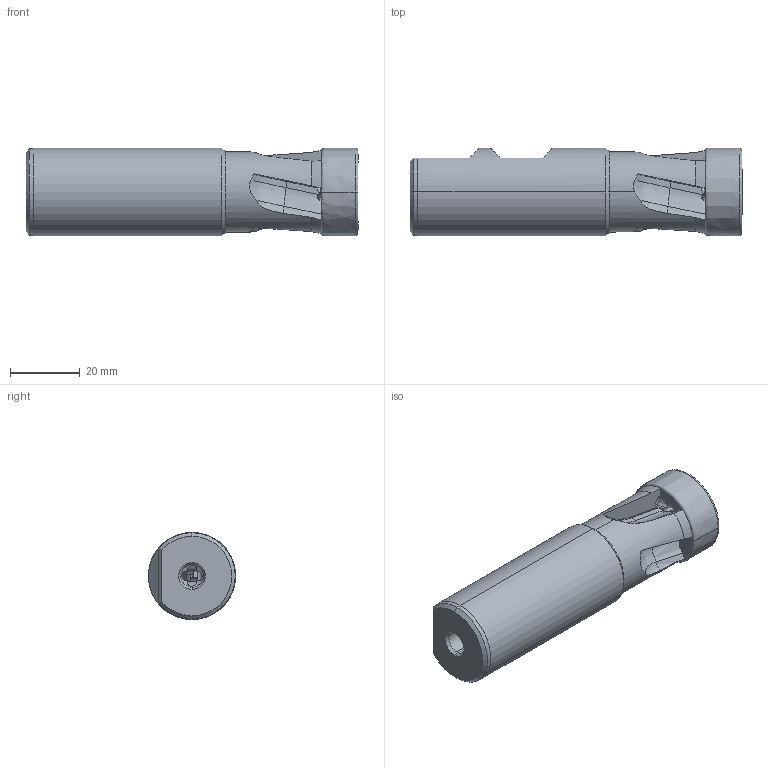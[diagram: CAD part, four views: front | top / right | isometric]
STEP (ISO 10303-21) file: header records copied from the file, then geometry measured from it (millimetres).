
FILE_DESCRIPTION (( 'STEP AP214' ), '1' );
FILE_NAME ('90PP-25-38-75-4.STEP', '2012-11-08T13:20:48', ( '' ), ( '' ), 'SwSTEP 2.0', 'SolidWorks 2012', '' );
FILE_SCHEMA (( 'AUTOMOTIVE_DESIGN' ));
Length unit declared in the file: millimetre
Products named in the file (1): 90PP-25-38-75-4
Bounding box: 95.2 x 25 x 25 mm (x, y, z)
Volume: 37293.5 mm3; surface area: 11310.3 mm2
Topology: 1 solids, 1 shells, 166 faces, 515 edges, 339 vertices
Faces by surface type: plane 60, cylinder 46, bspline 32, cone 24, torus 4
Entity records: 8072 total; most frequent: CARTESIAN_POINT 4016, ORIENTED_EDGE 1026, DIRECTION 601, EDGE_CURVE 513, VERTEX_POINT 339, AXIS2_PLACEMENT_3D 232, B_SPLINE_CURVE_WITH_KNOTS 204, EDGE_LOOP 172
